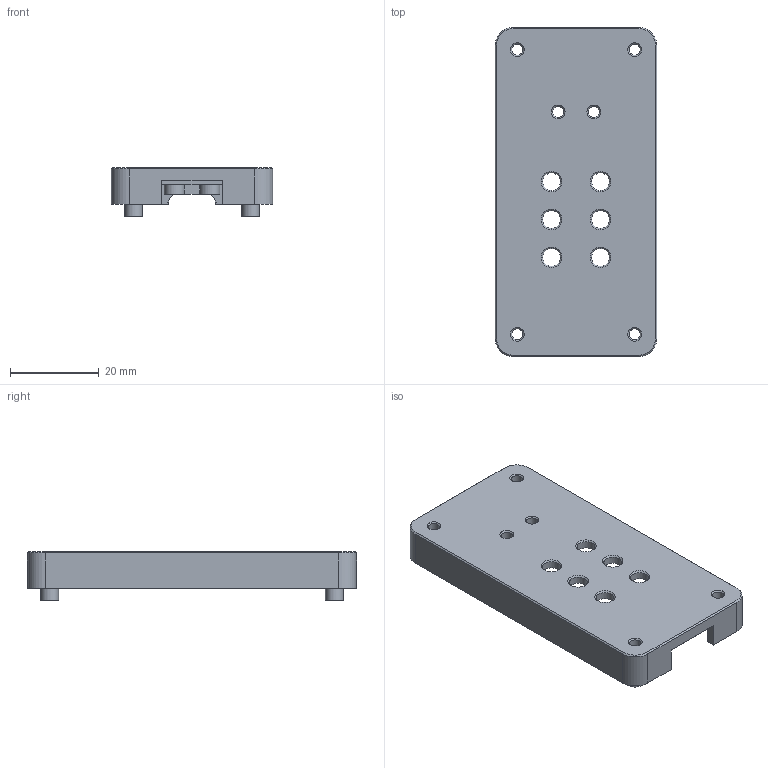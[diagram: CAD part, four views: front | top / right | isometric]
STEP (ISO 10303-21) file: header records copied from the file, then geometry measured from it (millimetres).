
FILE_DESCRIPTION(/* description */ ('STEP AP242','CAx-IF Rec.Pracs.---Representation and Presentation of Product Manufacturing Information (PMI)---4.0---2014-10-13','CAx-IF Rec.Pracs.---3D Tessellated Geometry---0.4---2014-09-14','2;1'),/* implementation_level */ '2;1');
FILE_NAME(/* name */ '64cf40d07bfc4d0637db786f',/* time_stamp */ '2023-08-06T06:42:25Z',/* author */ (''),/* organization */ (''),/* preprocessor_version */ 'ST-DEVELOPER v19.4',/* originating_system */ ' ',/* authorisation */ ' ');
FILE_SCHEMA (('AP242_MANAGED_MODEL_BASED_3D_ENGINEERING_MIM_LF { 1 0 10303 442 1 1 4 }'));
Length unit declared in the file: metre
Products named in the file (1): Top
Bounding box: 36.3 x 74 x 11 mm (x, y, z)
Volume: 7953.7 mm3; surface area: 9097.9 mm2
Topology: 1 solids, 1 shells, 74 faces, 188 edges, 122 vertices
Faces by surface type: plane 30, cylinder 26, cone 18
Full cylindrical faces by diameter (mm): 2.5 x6, 4 x10, 4.5 x2
Entity records: 2074 total; most frequent: DIRECTION 370, CARTESIAN_POINT 335, ORIENTED_EDGE 296, EDGE_CURVE 148, AXIS2_PLACEMENT_3D 147, EDGE_LOOP 134, FACE_BOUND 134, VERTEX_POINT 112
